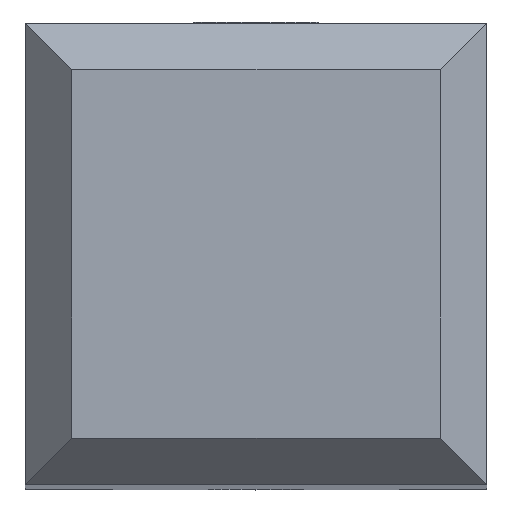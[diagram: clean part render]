
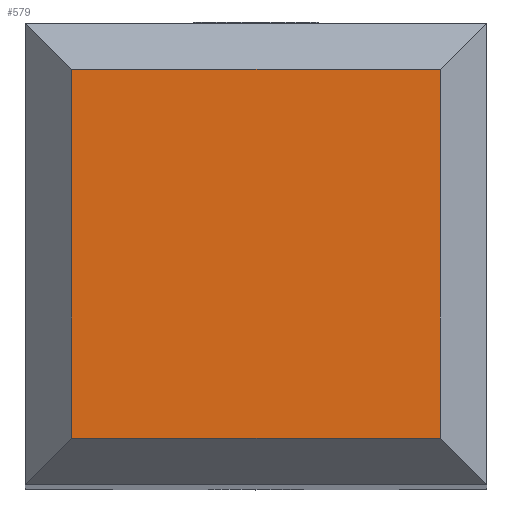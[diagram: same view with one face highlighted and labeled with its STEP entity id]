
A CAD part, top view. The second image highlights one B-rep face of the part: STEP entity #579.
In plain terms, the highlighted planar face has unit normal (0, 0, 1).
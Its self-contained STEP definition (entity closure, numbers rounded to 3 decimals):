
#507=FACE_OUTER_BOUND('',#694,.T.);
#579=ADVANCED_FACE('',(#507),#610,.T.);
#610=PLANE('',#2005);
#694=EDGE_LOOP('',(#1048,#1049,#1050,#1051));
#1048=ORIENTED_EDGE('',*,*,#1378,.T.);
#1049=ORIENTED_EDGE('',*,*,#1382,.F.);
#1050=ORIENTED_EDGE('',*,*,#1383,.F.);
#1051=ORIENTED_EDGE('',*,*,#1384,.F.);
#1196=VERTEX_POINT('',#3077);
#1197=VERTEX_POINT('',#3078);
#1198=VERTEX_POINT('',#3083);
#1199=VERTEX_POINT('',#3087);
#1378=EDGE_CURVE('',#1196,#1197,#1620,.T.);
#1382=EDGE_CURVE('',#1198,#1197,#1624,.T.);
#1383=EDGE_CURVE('',#1199,#1198,#1625,.T.);
#1384=EDGE_CURVE('',#1196,#1199,#1626,.T.);
#1620=LINE('',#3076,#1723);
#1624=LINE('',#3084,#1727);
#1625=LINE('',#3086,#1728);
#1626=LINE('',#3088,#1729);
#1723=VECTOR('',#2409,1.);
#1727=VECTOR('',#2415,1.);
#1728=VECTOR('',#2418,1.);
#1729=VECTOR('',#2419,1.);
#2005=AXIS2_PLACEMENT_3D('',#3089,#2420,#2421);
#2409=DIRECTION('',(0.,1.,0.));
#2415=DIRECTION('',(1.,0.,0.));
#2418=DIRECTION('',(0.,1.,0.));
#2419=DIRECTION('',(-1.,0.,0.));
#2420=DIRECTION('',(0.,0.,1.));
#2421=DIRECTION('',(1.,0.,0.));
#3076=CARTESIAN_POINT('',(-1.,1.,0.));
#3077=CARTESIAN_POINT('',(-1.,1.,0.));
#3078=CARTESIAN_POINT('',(-1.,9.,0.));
#3083=CARTESIAN_POINT('',(-9.,9.,0.));
#3084=CARTESIAN_POINT('',(-9.,9.,0.));
#3086=CARTESIAN_POINT('',(-9.,1.,0.));
#3087=CARTESIAN_POINT('',(-9.,1.,0.));
#3088=CARTESIAN_POINT('',(-1.,1.,0.));
#3089=CARTESIAN_POINT('',(-5.,5.,0.));
